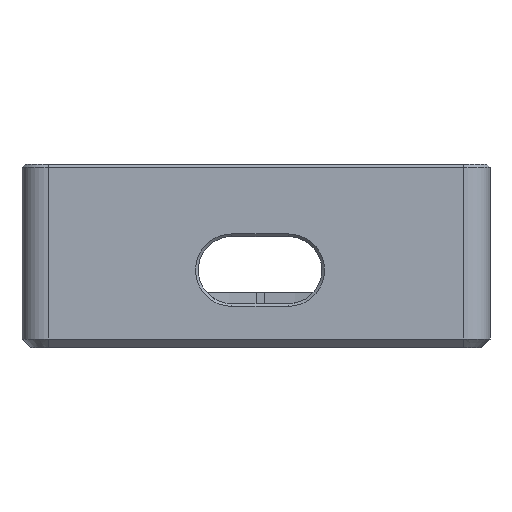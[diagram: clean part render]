
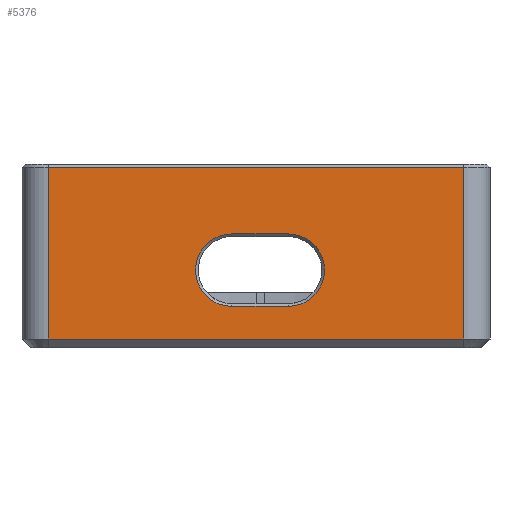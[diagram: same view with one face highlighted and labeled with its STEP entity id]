
A CAD part, left-side view. The second image highlights one B-rep face of the part: STEP entity #5376.
In plain terms, the highlighted planar face has unit normal (-1, 0, 0).
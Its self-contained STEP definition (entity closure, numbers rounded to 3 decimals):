
#92=CIRCLE('',#5619,4.1);
#94=CIRCLE('',#5623,4.1);
#167=FACE_BOUND('',#897,.T.);
#316=PLANE('',#5628);
#577=FACE_OUTER_BOUND('',#896,.T.);
#896=EDGE_LOOP('',(#4716,#4717,#4718,#4719));
#897=EDGE_LOOP('',(#4720,#4721,#4722,#4723));
#1417=LINE('',#9398,#1958);
#1420=LINE('',#9407,#1961);
#1426=LINE('',#9531,#1967);
#1427=LINE('',#9533,#1968);
#1428=LINE('',#9535,#1969);
#1429=LINE('',#9536,#1970);
#1958=VECTOR('',#6521,10.);
#1961=VECTOR('',#6532,10.);
#1967=VECTOR('',#6544,10.);
#1968=VECTOR('',#6545,10.);
#1969=VECTOR('',#6546,10.);
#1970=VECTOR('',#6547,10.);
#2629=VERTEX_POINT('',#9387);
#2630=VERTEX_POINT('',#9389);
#2633=VERTEX_POINT('',#9396);
#2635=VERTEX_POINT('',#9402);
#2641=VERTEX_POINT('',#9529);
#2642=VERTEX_POINT('',#9530);
#2643=VERTEX_POINT('',#9532);
#2644=VERTEX_POINT('',#9534);
#3337=EDGE_CURVE('',#2629,#2630,#92,.T.);
#3341=EDGE_CURVE('',#2633,#2629,#1417,.T.);
#3344=EDGE_CURVE('',#2635,#2633,#94,.T.);
#3346=EDGE_CURVE('',#2630,#2635,#1420,.T.);
#3355=EDGE_CURVE('',#2641,#2642,#1426,.T.);
#3356=EDGE_CURVE('',#2643,#2641,#1427,.T.);
#3357=EDGE_CURVE('',#2644,#2643,#1428,.T.);
#3358=EDGE_CURVE('',#2642,#2644,#1429,.T.);
#4716=ORIENTED_EDGE('',*,*,#3355,.F.);
#4717=ORIENTED_EDGE('',*,*,#3356,.F.);
#4718=ORIENTED_EDGE('',*,*,#3357,.F.);
#4719=ORIENTED_EDGE('',*,*,#3358,.F.);
#4720=ORIENTED_EDGE('',*,*,#3337,.F.);
#4721=ORIENTED_EDGE('',*,*,#3341,.F.);
#4722=ORIENTED_EDGE('',*,*,#3344,.F.);
#4723=ORIENTED_EDGE('',*,*,#3346,.F.);
#5376=ADVANCED_FACE('',(#577,#167),#316,.T.);
#5619=AXIS2_PLACEMENT_3D('',#9390,#6513,#6514);
#5623=AXIS2_PLACEMENT_3D('',#9404,#6526,#6527);
#5628=AXIS2_PLACEMENT_3D('',#9528,#6542,#6543);
#6513=DIRECTION('center_axis',(-1.,0.,0.));
#6514=DIRECTION('ref_axis',(0.,0.,-1.));
#6521=DIRECTION('',(0.,-1.,0.));
#6526=DIRECTION('center_axis',(-1.,0.,0.));
#6527=DIRECTION('ref_axis',(0.,0.,1.));
#6532=DIRECTION('',(0.,1.,0.));
#6542=DIRECTION('center_axis',(-1.,0.,0.));
#6543=DIRECTION('ref_axis',(0.,-1.,0.));
#6544=DIRECTION('',(0.,-1.,0.));
#6545=DIRECTION('',(0.,0.,1.));
#6546=DIRECTION('',(0.,1.,0.));
#6547=DIRECTION('',(0.,0.,-1.));
#9387=CARTESIAN_POINT('',(-47.,-3.661,4.7));
#9389=CARTESIAN_POINT('',(-47.,-3.661,12.9));
#9390=CARTESIAN_POINT('Origin',(-47.,-3.661,8.8));
#9396=CARTESIAN_POINT('',(-47.,2.745,4.7));
#9398=CARTESIAN_POINT('',(-47.,11.419,4.7));
#9402=CARTESIAN_POINT('',(-47.,2.745,12.9));
#9404=CARTESIAN_POINT('Origin',(-47.,2.745,8.8));
#9407=CARTESIAN_POINT('',(-47.,14.623,12.9));
#9528=CARTESIAN_POINT('Origin',(-47.,26.5,0.));
#9529=CARTESIAN_POINT('',(-47.,23.5,20.45));
#9530=CARTESIAN_POINT('',(-47.,-23.5,20.45));
#9531=CARTESIAN_POINT('',(-47.,13.25,20.45));
#9532=CARTESIAN_POINT('',(-47.,23.5,1.));
#9533=CARTESIAN_POINT('',(-47.,23.5,0.));
#9534=CARTESIAN_POINT('',(-47.,-23.5,1.));
#9535=CARTESIAN_POINT('',(-47.,13.25,1.));
#9536=CARTESIAN_POINT('',(-47.,-23.5,0.));
